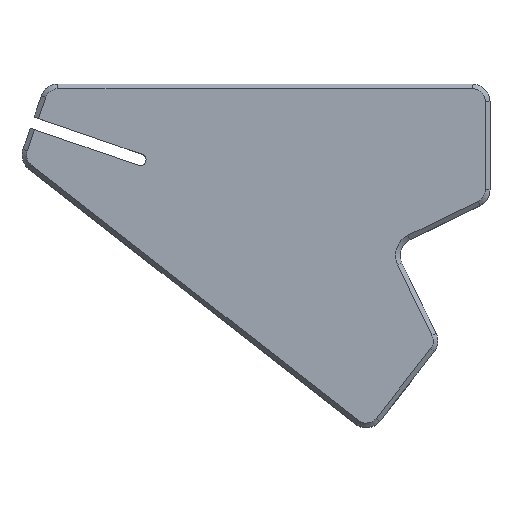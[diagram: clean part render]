
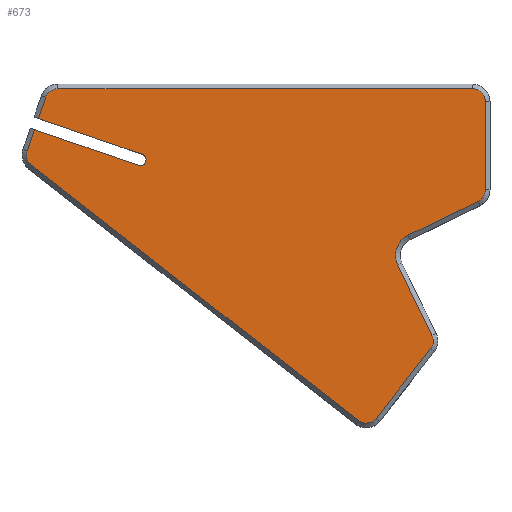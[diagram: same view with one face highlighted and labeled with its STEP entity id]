
A CAD part, top view. The second image highlights one B-rep face of the part: STEP entity #673.
In plain terms, the highlighted planar face has unit normal (0, 0, 1).
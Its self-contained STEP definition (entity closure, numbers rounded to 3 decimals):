
#33=CIRCLE('',#700,1.1);
#35=CIRCLE('',#704,1.1);
#37=CIRCLE('',#708,1.1);
#39=CIRCLE('',#712,1.9);
#41=CIRCLE('',#716,1.1);
#43=CIRCLE('',#720,1.1);
#45=CIRCLE('',#724,1.1);
#55=CIRCLE('',#752,0.5);
#56=CIRCLE('',#753,0.5);
#99=FACE_OUTER_BOUND('',#141,.T.);
#141=EDGE_LOOP('',(#559,#560,#561,#562,#563,#564,#565,#566,#567,#568,#569,
#570,#571,#572,#573,#574,#575,#576,#577));
#153=LINE('',#986,#218);
#157=LINE('',#998,#222);
#161=LINE('',#1010,#226);
#165=LINE('',#1022,#230);
#168=LINE('',#1033,#233);
#172=LINE('',#1045,#237);
#176=LINE('',#1057,#241);
#180=LINE('',#1069,#245);
#185=LINE('',#1078,#250);
#209=LINE('',#1148,#274);
#218=VECTOR('',#776,10.);
#222=VECTOR('',#788,10.);
#226=VECTOR('',#800,10.);
#230=VECTOR('',#812,10.);
#233=VECTOR('',#823,10.);
#237=VECTOR('',#835,10.);
#241=VECTOR('',#847,10.);
#245=VECTOR('',#859,10.);
#250=VECTOR('',#866,10.);
#274=VECTOR('',#944,10.);
#280=VERTEX_POINT('',#979);
#283=VERTEX_POINT('',#984);
#285=VERTEX_POINT('',#990);
#287=VERTEX_POINT('',#996);
#289=VERTEX_POINT('',#1002);
#291=VERTEX_POINT('',#1008);
#293=VERTEX_POINT('',#1014);
#295=VERTEX_POINT('',#1020);
#297=VERTEX_POINT('',#1026);
#299=VERTEX_POINT('',#1031);
#301=VERTEX_POINT('',#1038);
#303=VERTEX_POINT('',#1043);
#305=VERTEX_POINT('',#1050);
#307=VERTEX_POINT('',#1055);
#309=VERTEX_POINT('',#1062);
#311=VERTEX_POINT('',#1067);
#314=VERTEX_POINT('',#1076);
#332=VERTEX_POINT('',#1144);
#333=VERTEX_POINT('',#1146);
#341=EDGE_CURVE('',#283,#280,#153,.T.);
#344=EDGE_CURVE('',#285,#283,#33,.T.);
#347=EDGE_CURVE('',#287,#285,#157,.T.);
#350=EDGE_CURVE('',#289,#287,#35,.T.);
#353=EDGE_CURVE('',#291,#289,#161,.T.);
#356=EDGE_CURVE('',#293,#291,#37,.T.);
#359=EDGE_CURVE('',#295,#293,#165,.T.);
#362=EDGE_CURVE('',#297,#295,#39,.T.);
#364=EDGE_CURVE('',#299,#297,#168,.T.);
#368=EDGE_CURVE('',#301,#299,#41,.T.);
#370=EDGE_CURVE('',#303,#301,#172,.T.);
#374=EDGE_CURVE('',#305,#303,#43,.T.);
#376=EDGE_CURVE('',#307,#305,#176,.T.);
#380=EDGE_CURVE('',#309,#307,#45,.T.);
#382=EDGE_CURVE('',#311,#309,#180,.T.);
#387=EDGE_CURVE('',#311,#314,#185,.T.);
#420=EDGE_CURVE('',#314,#332,#55,.T.);
#421=EDGE_CURVE('',#333,#332,#56,.T.);
#422=EDGE_CURVE('',#280,#333,#209,.T.);
#559=ORIENTED_EDGE('',*,*,#382,.F.);
#560=ORIENTED_EDGE('',*,*,#387,.T.);
#561=ORIENTED_EDGE('',*,*,#420,.T.);
#562=ORIENTED_EDGE('',*,*,#421,.F.);
#563=ORIENTED_EDGE('',*,*,#422,.F.);
#564=ORIENTED_EDGE('',*,*,#341,.F.);
#565=ORIENTED_EDGE('',*,*,#344,.F.);
#566=ORIENTED_EDGE('',*,*,#347,.F.);
#567=ORIENTED_EDGE('',*,*,#350,.F.);
#568=ORIENTED_EDGE('',*,*,#353,.F.);
#569=ORIENTED_EDGE('',*,*,#356,.F.);
#570=ORIENTED_EDGE('',*,*,#359,.F.);
#571=ORIENTED_EDGE('',*,*,#362,.F.);
#572=ORIENTED_EDGE('',*,*,#364,.F.);
#573=ORIENTED_EDGE('',*,*,#368,.F.);
#574=ORIENTED_EDGE('',*,*,#370,.F.);
#575=ORIENTED_EDGE('',*,*,#374,.F.);
#576=ORIENTED_EDGE('',*,*,#376,.F.);
#577=ORIENTED_EDGE('',*,*,#380,.F.);
#637=PLANE('',#751);
#673=ADVANCED_FACE('',(#99),#637,.T.);
#700=AXIS2_PLACEMENT_3D('',#992,#782,#783);
#704=AXIS2_PLACEMENT_3D('',#1004,#794,#795);
#708=AXIS2_PLACEMENT_3D('',#1016,#806,#807);
#712=AXIS2_PLACEMENT_3D('',#1028,#818,#819);
#716=AXIS2_PLACEMENT_3D('',#1040,#830,#831);
#720=AXIS2_PLACEMENT_3D('',#1052,#842,#843);
#724=AXIS2_PLACEMENT_3D('',#1064,#854,#855);
#751=AXIS2_PLACEMENT_3D('',#1143,#938,#939);
#752=AXIS2_PLACEMENT_3D('',#1145,#940,#941);
#753=AXIS2_PLACEMENT_3D('',#1147,#942,#943);
#776=DIRECTION('',(0.326,0.946,0.));
#782=DIRECTION('center_axis',(0.,0.,-1.));
#783=DIRECTION('ref_axis',(-0.959,-0.284,0.));
#788=DIRECTION('',(-0.788,0.616,0.));
#794=DIRECTION('center_axis',(0.,0.,-1.));
#795=DIRECTION('ref_axis',(0.122,-0.993,0.));
#800=DIRECTION('',(-0.616,-0.788,0.));
#806=DIRECTION('center_axis',(0.,0.,-1.));
#807=DIRECTION('ref_axis',(0.995,-0.105,0.));
#812=DIRECTION('',(0.438,-0.899,0.));
#818=DIRECTION('center_axis',(0.,0.,1.));
#819=DIRECTION('ref_axis',(-0.946,0.326,0.));
#823=DIRECTION('',(-0.899,-0.438,0.));
#830=DIRECTION('center_axis',(0.,0.,-1.));
#831=DIRECTION('ref_axis',(0.848,-0.53,0.));
#835=DIRECTION('',(0.,-1.,0.));
#842=DIRECTION('center_axis',(0.,0.,-1.));
#843=DIRECTION('ref_axis',(0.707,0.707,0.));
#847=DIRECTION('',(1.,0.,0.));
#854=DIRECTION('center_axis',(0.,0.,-1.));
#855=DIRECTION('ref_axis',(-0.581,0.814,0.));
#859=DIRECTION('',(0.326,0.946,0.));
#866=DIRECTION('',(0.946,-0.326,0.));
#938=DIRECTION('center_axis',(0.,0.,1.));
#939=DIRECTION('ref_axis',(1.,0.,0.));
#940=DIRECTION('center_axis',(0.,0.,-1.));
#941=DIRECTION('ref_axis',(0.946,-0.326,0.));
#942=DIRECTION('center_axis',(0.,0.,1.));
#943=DIRECTION('ref_axis',(0.946,-0.326,0.));
#944=DIRECTION('',(0.946,-0.326,0.));
#979=CARTESIAN_POINT('',(53.177,9.45,10.));
#984=CARTESIAN_POINT('',(52.549,7.625,10.));
#986=CARTESIAN_POINT('',(53.247,9.652,10.));
#990=CARTESIAN_POINT('',(52.912,6.4,10.));
#992=CARTESIAN_POINT('Origin',(53.589,7.267,10.));
#996=CARTESIAN_POINT('',(80.931,-15.491,10.));
#998=CARTESIAN_POINT('',(73.659,-9.809,10.));
#1002=CARTESIAN_POINT('',(82.475,-15.301,10.));
#1004=CARTESIAN_POINT('Origin',(81.608,-14.624,10.));
#1008=CARTESIAN_POINT('',(87.131,-9.342,10.));
#1010=CARTESIAN_POINT('',(88.489,-7.604,10.));
#1014=CARTESIAN_POINT('',(87.253,-8.182,10.));
#1016=CARTESIAN_POINT('Origin',(86.264,-8.665,10.));
#1020=CARTESIAN_POINT('',(84.318,-2.165,10.));
#1022=CARTESIAN_POINT('',(81.191,4.246,10.));
#1026=CARTESIAN_POINT('',(85.193,0.376,10.));
#1028=CARTESIAN_POINT('Origin',(86.026,-1.332,10.));
#1031=CARTESIAN_POINT('',(91.211,3.311,10.));
#1033=CARTESIAN_POINT('',(80.642,-1.844,10.));
#1038=CARTESIAN_POINT('',(91.828,4.3,10.));
#1040=CARTESIAN_POINT('Origin',(90.728,4.3,10.));
#1043=CARTESIAN_POINT('',(91.828,11.862,10.));
#1045=CARTESIAN_POINT('',(91.828,4.861,10.));
#1050=CARTESIAN_POINT('',(90.728,12.962,10.));
#1052=CARTESIAN_POINT('Origin',(90.728,11.862,10.));
#1055=CARTESIAN_POINT('',(55.171,12.962,10.));
#1057=CARTESIAN_POINT('',(82.452,12.962,10.));
#1062=CARTESIAN_POINT('',(54.131,12.22,10.));
#1064=CARTESIAN_POINT('Origin',(55.171,11.862,10.));
#1067=CARTESIAN_POINT('',(53.503,10.395,10.));
#1069=CARTESIAN_POINT('',(54.386,12.961,10.));
#1076=CARTESIAN_POINT('',(62.391,7.335,10.));
#1078=CARTESIAN_POINT('',(62.391,7.335,10.));
#1143=CARTESIAN_POINT('Origin',(72.677,6.361,10.));
#1144=CARTESIAN_POINT('',(62.701,6.699,10.));
#1145=CARTESIAN_POINT('Origin',(62.228,6.862,10.));
#1146=CARTESIAN_POINT('',(62.066,6.39,10.));
#1147=CARTESIAN_POINT('Origin',(62.228,6.862,10.));
#1148=CARTESIAN_POINT('',(62.066,6.39,10.));
